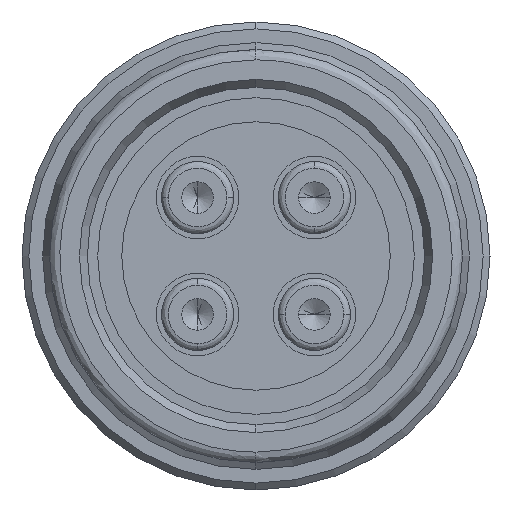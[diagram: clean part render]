
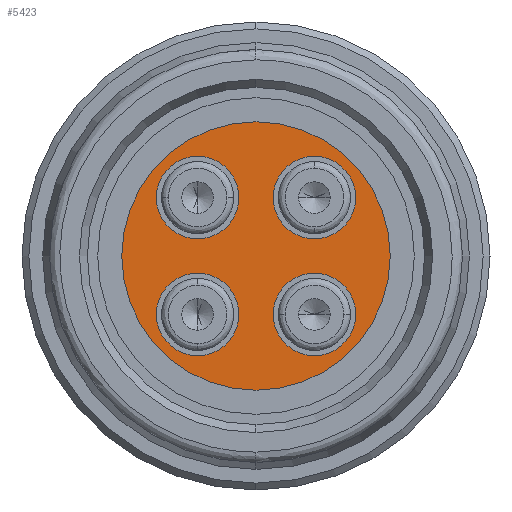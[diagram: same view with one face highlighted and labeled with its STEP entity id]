
A CAD part, left-side view. The second image highlights one B-rep face of the part: STEP entity #5423.
In plain terms, the highlighted planar face has unit normal (-1, 0, 0).
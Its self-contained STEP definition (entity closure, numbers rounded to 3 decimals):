
#38 = DIRECTION ( 'NONE',  ( 1., 0., 0. ) ) ;
#49 = DIRECTION ( 'NONE',  ( 0., 0., -1. ) ) ;
#127 = ORIENTED_EDGE ( 'NONE', *, *, #3335, .T. ) ;
#195 = ORIENTED_EDGE ( 'NONE', *, *, #9014, .T. ) ;
#198 = CIRCLE ( 'NONE', #5620, 3. ) ;
#300 = CIRCLE ( 'NONE', #4085, 3. ) ;
#323 = ORIENTED_EDGE ( 'NONE', *, *, #8166, .F. ) ;
#376 = DIRECTION ( 'NONE',  ( 1., 0., 0. ) ) ;
#453 = DIRECTION ( 'NONE',  ( 0., 0., 1. ) ) ;
#459 = EDGE_CURVE ( 'NONE', #837, #7337, #300, .T. ) ;
#465 = AXIS2_PLACEMENT_3D ( 'NONE', #1174, #4882, #453 ) ;
#582 = VERTEX_POINT ( 'NONE', #711 ) ;
#631 = EDGE_CURVE ( 'NONE', #1342, #995, #4594, .T. ) ;
#711 = CARTESIAN_POINT ( 'NONE',  ( 0., 0., -9.75 ) ) ;
#716 = AXIS2_PLACEMENT_3D ( 'NONE', #3955, #8991, #4683 ) ;
#733 = DIRECTION ( 'NONE',  ( 0., 0., -1. ) ) ;
#803 = AXIS2_PLACEMENT_3D ( 'NONE', #5923, #1534, #6672 ) ;
#826 = CARTESIAN_POINT ( 'NONE',  ( 0., 4.243, -7.243 ) ) ;
#837 = VERTEX_POINT ( 'NONE', #8141 ) ;
#995 = VERTEX_POINT ( 'NONE', #8800 ) ;
#1150 = DIRECTION ( 'NONE',  ( 1., 0., 0. ) ) ;
#1174 = CARTESIAN_POINT ( 'NONE',  ( 0., -5.5, 0. ) ) ;
#1239 = FACE_BOUND ( 'NONE', #4834, .T. ) ;
#1247 = ORIENTED_EDGE ( 'NONE', *, *, #6319, .F. ) ;
#1287 = ORIENTED_EDGE ( 'NONE', *, *, #9303, .T. ) ;
#1342 = VERTEX_POINT ( 'NONE', #7175 ) ;
#1351 = CIRCLE ( 'NONE', #2302, 3. ) ;
#1534 = DIRECTION ( 'NONE',  ( 1., 0., 0. ) ) ;
#1573 = EDGE_CURVE ( 'NONE', #6480, #2100, #6045, .T. ) ;
#2100 = VERTEX_POINT ( 'NONE', #5895 ) ;
#2302 = AXIS2_PLACEMENT_3D ( 'NONE', #7493, #3139, #8191 ) ;
#2467 = DIRECTION ( 'NONE',  ( 1., 0., 0. ) ) ;
#2524 = CIRCLE ( 'NONE', #716, 9.75 ) ;
#2534 = CARTESIAN_POINT ( 'NONE',  ( 0., 4.243, 4.243 ) ) ;
#2565 = CARTESIAN_POINT ( 'NONE',  ( 0., 0., 9.75 ) ) ;
#2756 = AXIS2_PLACEMENT_3D ( 'NONE', #4826, #376, #5542 ) ;
#2848 = EDGE_CURVE ( 'NONE', #2100, #6480, #4437, .T. ) ;
#3139 = DIRECTION ( 'NONE',  ( 1., 0., 0. ) ) ;
#3239 = FACE_BOUND ( 'NONE', #5609, .T. ) ;
#3266 = DIRECTION ( 'NONE',  ( 0., 0., -1. ) ) ;
#3309 = CARTESIAN_POINT ( 'NONE',  ( 0., -4.243, 7.243 ) ) ;
#3335 = EDGE_CURVE ( 'NONE', #7337, #837, #8045, .T. ) ;
#3455 = EDGE_LOOP ( 'NONE', ( #4900, #7873 ) ) ;
#3485 = ORIENTED_EDGE ( 'NONE', *, *, #459, .T. ) ;
#3669 = ORIENTED_EDGE ( 'NONE', *, *, #2848, .T. ) ;
#3854 = VERTEX_POINT ( 'NONE', #2565 ) ;
#3955 = CARTESIAN_POINT ( 'NONE',  ( 0., 0., 0. ) ) ;
#3985 = CARTESIAN_POINT ( 'NONE',  ( 0., -4.243, -4.243 ) ) ;
#4048 = VERTEX_POINT ( 'NONE', #826 ) ;
#4085 = AXIS2_PLACEMENT_3D ( 'NONE', #2534, #2467, #4094 ) ;
#4094 = DIRECTION ( 'NONE',  ( 0., 0., -1. ) ) ;
#4168 = PLANE ( 'NONE',  #465 ) ;
#4437 = CIRCLE ( 'NONE', #5667, 3. ) ;
#4501 = CARTESIAN_POINT ( 'NONE',  ( 0., 4.243, 4.243 ) ) ;
#4514 = DIRECTION ( 'NONE',  ( 1., 0., 0. ) ) ;
#4594 = CIRCLE ( 'NONE', #9360, 3. ) ;
#4683 = DIRECTION ( 'NONE',  ( 0., 0., -1. ) ) ;
#4826 = CARTESIAN_POINT ( 'NONE',  ( 0., 0., 0. ) ) ;
#4834 = EDGE_LOOP ( 'NONE', ( #195, #1287 ) ) ;
#4838 = AXIS2_PLACEMENT_3D ( 'NONE', #4501, #38, #5219 ) ;
#4882 = DIRECTION ( 'NONE',  ( -1., 0., 0. ) ) ;
#4900 = ORIENTED_EDGE ( 'NONE', *, *, #5644, .T. ) ;
#5060 = EDGE_LOOP ( 'NONE', ( #1247, #323 ) ) ;
#5155 = FACE_BOUND ( 'NONE', #7779, .T. ) ;
#5163 = DIRECTION ( 'NONE',  ( 1., 0., 0. ) ) ;
#5219 = DIRECTION ( 'NONE',  ( 0., 0., -1. ) ) ;
#5283 = CIRCLE ( 'NONE', #803, 3. ) ;
#5423 = ADVANCED_FACE ( 'NONE', ( #1239, #5155, #3239, #8762, #6880 ), #4168, .T. ) ;
#5457 = CIRCLE ( 'NONE', #2756, 9.75 ) ;
#5542 = DIRECTION ( 'NONE',  ( 0., 0., -1. ) ) ;
#5546 = CARTESIAN_POINT ( 'NONE',  ( 0., 4.243, -4.243 ) ) ;
#5585 = CARTESIAN_POINT ( 'NONE',  ( 0., 4.243, 7.243 ) ) ;
#5609 = EDGE_LOOP ( 'NONE', ( #3669, #8671 ) ) ;
#5620 = AXIS2_PLACEMENT_3D ( 'NONE', #5546, #1150, #6294 ) ;
#5644 = EDGE_CURVE ( 'NONE', #995, #1342, #1351, .T. ) ;
#5667 = AXIS2_PLACEMENT_3D ( 'NONE', #9446, #5163, #733 ) ;
#5895 = CARTESIAN_POINT ( 'NONE',  ( 0., -4.243, 1.243 ) ) ;
#5923 = CARTESIAN_POINT ( 'NONE',  ( 0., 4.243, -4.243 ) ) ;
#5994 = CARTESIAN_POINT ( 'NONE',  ( 0., 4.243, -1.243 ) ) ;
#6045 = CIRCLE ( 'NONE', #9149, 3. ) ;
#6294 = DIRECTION ( 'NONE',  ( 0., 0., -1. ) ) ;
#6319 = EDGE_CURVE ( 'NONE', #582, #3854, #2524, .T. ) ;
#6480 = VERTEX_POINT ( 'NONE', #3309 ) ;
#6672 = DIRECTION ( 'NONE',  ( 0., 0., -1. ) ) ;
#6880 = FACE_OUTER_BOUND ( 'NONE', #5060, .T. ) ;
#7175 = CARTESIAN_POINT ( 'NONE',  ( 0., -4.243, -1.243 ) ) ;
#7337 = VERTEX_POINT ( 'NONE', #5585 ) ;
#7493 = CARTESIAN_POINT ( 'NONE',  ( 0., -4.243, -4.243 ) ) ;
#7779 = EDGE_LOOP ( 'NONE', ( #3485, #127 ) ) ;
#7873 = ORIENTED_EDGE ( 'NONE', *, *, #631, .T. ) ;
#8045 = CIRCLE ( 'NONE', #4838, 3. ) ;
#8141 = CARTESIAN_POINT ( 'NONE',  ( 0., 4.243, 1.243 ) ) ;
#8166 = EDGE_CURVE ( 'NONE', #3854, #582, #5457, .T. ) ;
#8191 = DIRECTION ( 'NONE',  ( 0., 0., -1. ) ) ;
#8310 = DIRECTION ( 'NONE',  ( 1., 0., 0. ) ) ;
#8671 = ORIENTED_EDGE ( 'NONE', *, *, #1573, .T. ) ;
#8762 = FACE_BOUND ( 'NONE', #3455, .T. ) ;
#8800 = CARTESIAN_POINT ( 'NONE',  ( 0., -4.243, -7.243 ) ) ;
#8817 = CARTESIAN_POINT ( 'NONE',  ( 0., -4.243, 4.243 ) ) ;
#8991 = DIRECTION ( 'NONE',  ( 1., 0., 0. ) ) ;
#9014 = EDGE_CURVE ( 'NONE', #4048, #9364, #198, .T. ) ;
#9149 = AXIS2_PLACEMENT_3D ( 'NONE', #8817, #4514, #49 ) ;
#9303 = EDGE_CURVE ( 'NONE', #9364, #4048, #5283, .T. ) ;
#9360 = AXIS2_PLACEMENT_3D ( 'NONE', #3985, #8310, #3266 ) ;
#9364 = VERTEX_POINT ( 'NONE', #5994 ) ;
#9446 = CARTESIAN_POINT ( 'NONE',  ( 0., -4.243, 4.243 ) ) ;
